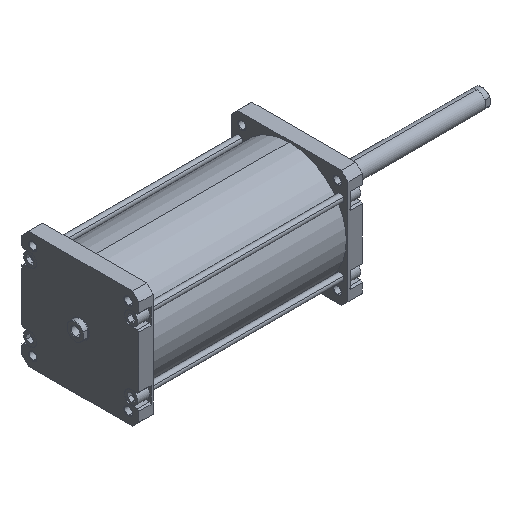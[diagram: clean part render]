
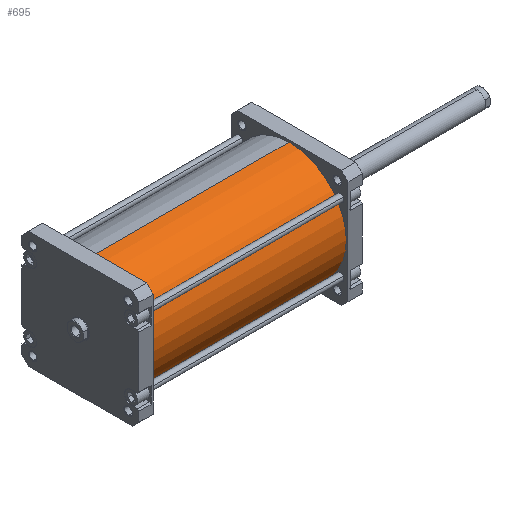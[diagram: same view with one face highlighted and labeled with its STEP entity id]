
A CAD part, isometric view. The second image highlights one B-rep face of the part: STEP entity #695.
In plain terms, the highlighted cylindrical face has radius 131 mm (diameter 262 mm), a partial arc.
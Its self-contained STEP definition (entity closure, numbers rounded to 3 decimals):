
#695 = ADVANCED_FACE ( 'NONE', ( #1376 ), #1363, .T. ) ;
#837 = DIRECTION ( 'NONE',  ( -1., 0., 0. ) ) ;
#838 = CARTESIAN_POINT ( 'NONE',  ( 0., 0., 450. ) ) ;
#849 = DIRECTION ( 'NONE',  ( 0., 0., -1. ) ) ;
#1040 = EDGE_LOOP ( 'NONE', ( #2003, #2021, #1878, #1924 ) ) ;
#1363 = CYLINDRICAL_SURFACE ( 'NONE', #4250, 131. ) ;
#1376 = FACE_OUTER_BOUND ( 'NONE', #1040, .T. ) ;
#1848 = VECTOR ( 'NONE', #3183, 1000. ) ;
#1851 = VECTOR ( 'NONE', #3187, 1000. ) ;
#1853 = CIRCLE ( 'NONE', #6036, 131. ) ;
#1854 = LINE ( 'NONE', #3170, #1848 ) ;
#1856 = LINE ( 'NONE', #3164, #1851 ) ;
#1857 = CIRCLE ( 'NONE', #6039, 131. ) ;
#1878 = ORIENTED_EDGE ( 'NONE', *, *, #4412, .T. ) ;
#1924 = ORIENTED_EDGE ( 'NONE', *, *, #4416, .F. ) ;
#2003 = ORIENTED_EDGE ( 'NONE', *, *, #4415, .F. ) ;
#2021 = ORIENTED_EDGE ( 'NONE', *, *, #4414, .T. ) ;
#2843 = CARTESIAN_POINT ( 'NONE',  ( 131., 0., 0. ) ) ;
#2844 = CARTESIAN_POINT ( 'NONE',  ( -131., 0., 450. ) ) ;
#2845 = CARTESIAN_POINT ( 'NONE',  ( -131., 0., 0. ) ) ;
#3164 = CARTESIAN_POINT ( 'NONE',  ( -131., 0., 450. ) ) ;
#3170 = CARTESIAN_POINT ( 'NONE',  ( 131., 0., 450. ) ) ;
#3176 = CARTESIAN_POINT ( 'NONE',  ( 0., 0., 0. ) ) ;
#3177 = DIRECTION ( 'NONE',  ( 0., 0., 1. ) ) ;
#3178 = DIRECTION ( 'NONE',  ( 1., 0., 0. ) ) ;
#3182 = CARTESIAN_POINT ( 'NONE',  ( 0., 0., 450. ) ) ;
#3183 = DIRECTION ( 'NONE',  ( 0., 0., -1. ) ) ;
#3184 = DIRECTION ( 'NONE',  ( 0., 0., 1. ) ) ;
#3185 = DIRECTION ( 'NONE',  ( 1., 0., 0. ) ) ;
#3187 = DIRECTION ( 'NONE',  ( 0., 0., -1. ) ) ;
#4176 = VERTEX_POINT ( 'NONE', #2843 ) ;
#4177 = VERTEX_POINT ( 'NONE', #2845 ) ;
#4178 = VERTEX_POINT ( 'NONE', #2844 ) ;
#4250 = AXIS2_PLACEMENT_3D ( 'NONE', #838, #849, #837 ) ;
#4412 = EDGE_CURVE ( 'NONE', #4176, #4177, #1853, .T. ) ;
#4414 = EDGE_CURVE ( 'NONE', #5862, #4176, #1854, .T. ) ;
#4415 = EDGE_CURVE ( 'NONE', #5862, #4178, #1857, .T. ) ;
#4416 = EDGE_CURVE ( 'NONE', #4178, #4177, #1856, .T. ) ;
#5439 = CARTESIAN_POINT ( 'NONE',  ( 131., 0., 450. ) ) ;
#5862 = VERTEX_POINT ( 'NONE', #5439 ) ;
#6036 = AXIS2_PLACEMENT_3D ( 'NONE', #3176, #3177, #3178 ) ;
#6039 = AXIS2_PLACEMENT_3D ( 'NONE', #3182, #3184, #3185 ) ;
